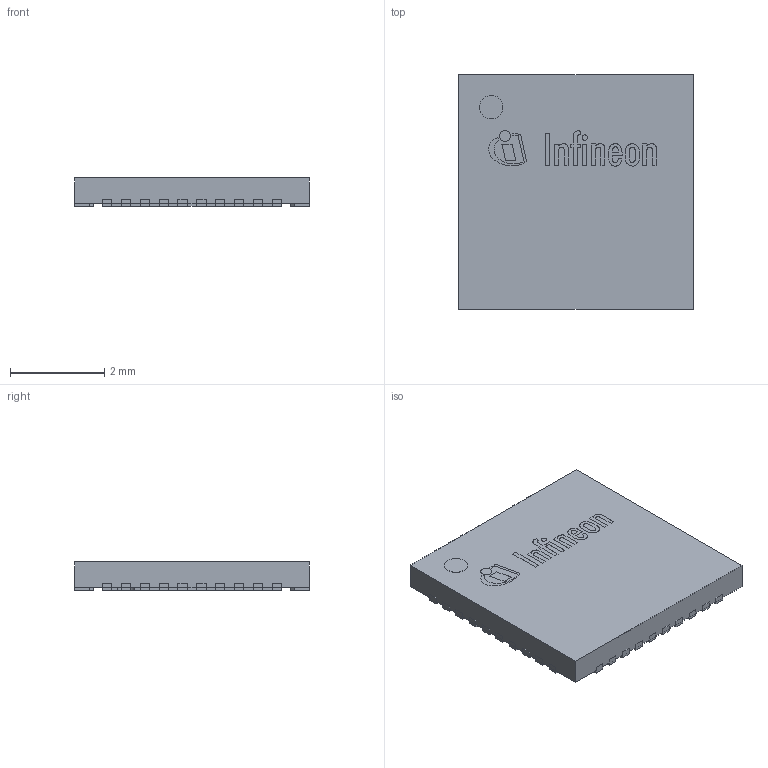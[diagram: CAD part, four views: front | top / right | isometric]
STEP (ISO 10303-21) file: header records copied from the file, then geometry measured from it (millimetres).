
FILE_DESCRIPTION(/* description */ (''),/* implementation_level */ '2;1');
FILE_NAME(/* name */ 'PG-UQFN-40-4_002-13583_V0B_3D.stp',/* time_stamp */ '2025-11-26T20:42:19+05:30',/* author */ ('sivamani'),/* organization */ (''),/* preprocessor_version */ 'ST-DEVELOPER v19.2',/* originating_system */ 'AutoCAD Mechanical',/* authorisation */ '');
FILE_SCHEMA (('AUTOMOTIVE_DESIGN { 1 0 10303 214 3 1 1 }'));
Length unit declared in the file: millimetre
Products named in the file (1): Product
Bounding box: 5 x 5 x 0.6 mm (x, y, z)
Surface area: 105.3 mm2
Topology: 55 solids, 55 shells, 451 faces, 1020 edges, 680 vertices
Faces by surface type: plane 354, cylinder 77, bspline 20
Full cylindrical faces by diameter (mm): 0.112 x1, 0.231 x1, 0.5 x2
Entity records: 12703 total; most frequent: CARTESIAN_POINT 2866, ORIENTED_EDGE 2040, DIRECTION 1900, EDGE_CURVE 1020, LINE 728, VECTOR 728, VERTEX_POINT 680, AXIS2_PLACEMENT_3D 586
